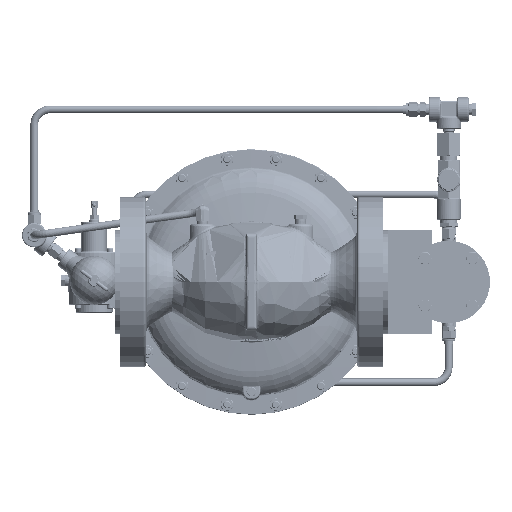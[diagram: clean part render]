
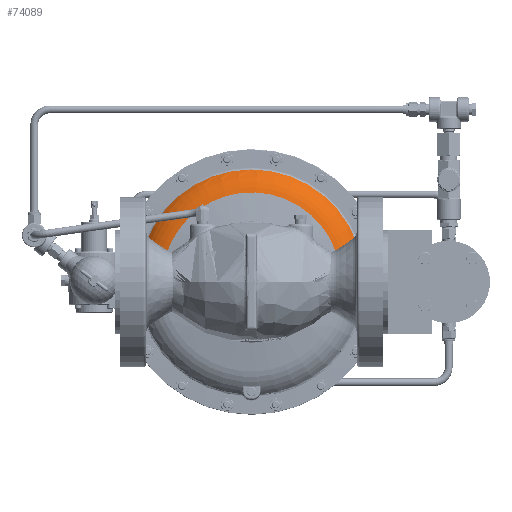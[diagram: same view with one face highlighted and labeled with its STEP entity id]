
A CAD part, front view. The second image highlights one B-rep face of the part: STEP entity #74089.
In plain terms, the highlighted toroidal (fillet/blend) face has major radius 101.696 mm and minor radius 46.038 mm.
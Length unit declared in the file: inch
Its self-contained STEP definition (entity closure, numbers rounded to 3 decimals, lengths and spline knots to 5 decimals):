
#6364 = AXIS2_PLACEMENT_3D ( 'NONE', #85243, #312139, #117796 ) ;
#14332 = CIRCLE ( 'NONE', #125238, 1.8125 ) ;
#30332 = CARTESIAN_POINT ( 'NONE',  ( -4.34014, 8.94023, 0.43717 ) ) ;
#38287 = AXIS2_PLACEMENT_3D ( 'NONE', #86717, #313665, #119350 ) ;
#47638 = FACE_OUTER_BOUND ( 'NONE', #338048, .T. ) ;
#61509 = CARTESIAN_POINT ( 'NONE',  ( -4.53733, 8.98508, 0.08697 ) ) ;
#74089 = ADVANCED_FACE ( 'NONE', ( #47638 ), #382379, .T. ) ;
#85243 = CARTESIAN_POINT ( 'NONE',  ( 0., 9.63217, 0. ) ) ;
#86717 = CARTESIAN_POINT ( 'NONE',  ( 0., 8.93719, 0. ) ) ;
#94131 = CARTESIAN_POINT ( 'NONE',  ( -4.5239, 8.98149, 0.15041 ) ) ;
#117796 = DIRECTION ( 'NONE',  ( 1., 0., 0. ) ) ;
#119350 = DIRECTION ( 'NONE',  ( -1., 0., 0. ) ) ;
#125238 = AXIS2_PLACEMENT_3D ( 'NONE', #368084, #173825, #400602 ) ;
#126731 = CARTESIAN_POINT ( 'NONE',  ( -4.50337, 8.97615, 0.212 ) ) ;
#128308 = CIRCLE ( 'NONE', #38287, 4.34629 ) ;
#159323 = CARTESIAN_POINT ( 'NONE',  ( -4.46634, 8.96693, 0.29049 ) ) ;
#160951 = CARTESIAN_POINT ( 'NONE',  ( 5.45576, 9.63217, 0. ) ) ;
#163115 = DIRECTION ( 'NONE',  ( -1., 0., 0. ) ) ;
#164709 = AXIS2_PLACEMENT_3D ( 'NONE', #357383, #324816, #163115 ) ;
#169338 = VERTEX_POINT ( 'NONE', #401730 ) ;
#173825 = DIRECTION ( 'NONE',  ( 0., 0., 1. ) ) ;
#182140 = ORIENTED_EDGE ( 'NONE', *, *, #255022, .T. ) ;
#191905 = CARTESIAN_POINT ( 'NONE',  ( -4.40223, 8.95252, 0.3769 ) ) ;
#192673 = VERTEX_POINT ( 'NONE', #327012 ) ;
#193277 = DIRECTION ( 'NONE',  ( 0., 0., -1. ) ) ;
#203001 = ORIENTED_EDGE ( 'NONE', *, *, #260908, .T. ) ;
#207888 = VERTEX_POINT ( 'NONE', #404018 ) ;
#217916 = VERTEX_POINT ( 'NONE', #160951 ) ;
#221770 = EDGE_CURVE ( 'NONE', #217916, #169338, #340587, .T. ) ;
#224572 = CARTESIAN_POINT ( 'NONE',  ( -4.35651, 8.94331, 0.42304 ) ) ;
#236127 = ORIENTED_EDGE ( 'NONE', *, *, #324262, .T. ) ;
#255022 = EDGE_CURVE ( 'NONE', #217916, #207888, #412998, .T. ) ;
#255816 = CARTESIAN_POINT ( 'NONE',  ( -4.54229, 8.98642, 0.04365 ) ) ;
#257230 = CARTESIAN_POINT ( 'NONE',  ( -4.3229, 8.93719, 0.45036 ) ) ;
#260908 = EDGE_CURVE ( 'NONE', #192673, #332887, #284264, .T. ) ;
#284264 = B_SPLINE_CURVE_WITH_KNOTS ( 'NONE', 3,
 ( #352176, #384728, #255816, #61509, #288433, #94131, #321017, #126731, #353573, #159323, #386118, #191905, #418646, #224572, #30332, #257230 ),
 .UNSPECIFIED., .F., .F.,
 ( 4, 2, 2, 2, 2, 2, 2, 4 ),
 ( 0.01321, 0.01486, 0.01651, 0.01816, 0.0198, 0.0231, 0.02475, 0.02639 ),
 .UNSPECIFIED. ) ;
#288433 = CARTESIAN_POINT ( 'NONE',  ( -4.53364, 8.98408, 0.10832 ) ) ;
#297394 = ORIENTED_EDGE ( 'NONE', *, *, #306184, .F. ) ;
#306184 = EDGE_CURVE ( 'NONE', #169338, #332887, #128308, .T. ) ;
#312139 = DIRECTION ( 'NONE',  ( 0., -1., 0. ) ) ;
#313665 = DIRECTION ( 'NONE',  ( 0., -1., 0. ) ) ;
#321017 = CARTESIAN_POINT ( 'NONE',  ( -4.51786, 8.9799, 0.17114 ) ) ;
#324262 = EDGE_CURVE ( 'NONE', #207888, #192673, #14332, .T. ) ;
#324816 = DIRECTION ( 'NONE',  ( 0., -1., 0. ) ) ;
#327012 = CARTESIAN_POINT ( 'NONE',  ( -4.54354, 8.98676, 0. ) ) ;
#332887 = VERTEX_POINT ( 'NONE', #348186 ) ;
#335602 = AXIS2_PLACEMENT_3D ( 'NONE', #387473, #193277, #420003 ) ;
#338048 = EDGE_LOOP ( 'NONE', ( #338908, #182140, #236127, #203001, #297394 ) ) ;
#338908 = ORIENTED_EDGE ( 'NONE', *, *, #221770, .F. ) ;
#340587 = CIRCLE ( 'NONE', #335602, 1.8125 ) ;
#348186 = CARTESIAN_POINT ( 'NONE',  ( -4.3229, 8.93719, 0.45036 ) ) ;
#352176 = CARTESIAN_POINT ( 'NONE',  ( -4.54354, 8.98676, 0. ) ) ;
#353573 = CARTESIAN_POINT ( 'NONE',  ( -4.49487, 8.97399, 0.23221 ) ) ;
#357383 = CARTESIAN_POINT ( 'NONE',  ( 0., 10.71703, 0. ) ) ;
#368084 = CARTESIAN_POINT ( 'NONE',  ( -4.00379, 10.71703, 0. ) ) ;
#382379 = TOROIDAL_SURFACE ( 'NONE', #164709, 4.00379, 1.8125 ) ;
#384728 = CARTESIAN_POINT ( 'NONE',  ( -4.54354, 8.98676, 0.0217 ) ) ;
#386118 = CARTESIAN_POINT ( 'NONE',  ( -4.44321, 8.96143, 0.32666 ) ) ;
#387473 = CARTESIAN_POINT ( 'NONE',  ( 4.00379, 10.71703, 0. ) ) ;
#400602 = DIRECTION ( 'NONE',  ( 1., 0., 0. ) ) ;
#401730 = CARTESIAN_POINT ( 'NONE',  ( 4.34629, 8.93719, 0. ) ) ;
#404018 = CARTESIAN_POINT ( 'NONE',  ( -5.45576, 9.63217, 0. ) ) ;
#412998 = CIRCLE ( 'NONE', #6364, 5.45576 ) ;
#418646 = CARTESIAN_POINT ( 'NONE',  ( -4.38752, 8.94945, 0.39295 ) ) ;
#420003 = DIRECTION ( 'NONE',  ( -1., 0., 0. ) ) ;
